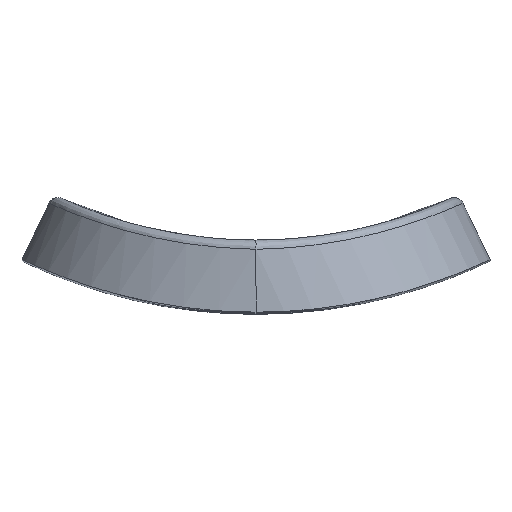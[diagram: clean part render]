
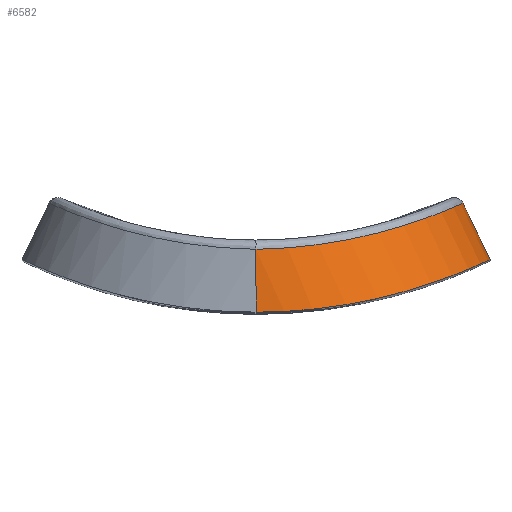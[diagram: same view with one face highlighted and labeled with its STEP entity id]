
A CAD part, top view. The second image highlights one B-rep face of the part: STEP entity #6582.
In plain terms, the highlighted cylindrical face has radius 12 mm (diameter 24 mm), a partial arc.
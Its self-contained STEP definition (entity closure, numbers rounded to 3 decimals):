
#20 = CARTESIAN_POINT ( 'NONE',  ( 12., 2.718, 20.809 ) ) ;
#246 = CARTESIAN_POINT ( 'NONE',  ( 10.556, 5.581, 21.483 ) ) ;
#287 = CARTESIAN_POINT ( 'NONE',  ( 5.814, 3.957, 29.788 ) ) ;
#312 = DIRECTION ( 'NONE',  ( 0.431, -0.902, 0. ) ) ;
#326 = CARTESIAN_POINT ( 'NONE',  ( 9.318, 5.058, 25.695 ) ) ;
#370 = CARTESIAN_POINT ( 'NONE',  ( 5.513, 3.886, 29.996 ) ) ;
#479 = DIRECTION ( 'NONE',  ( 0.902, 0.431, 0. ) ) ;
#508 = CARTESIAN_POINT ( 'NONE',  ( 0., 0., 32. ) ) ;
#546 = CARTESIAN_POINT ( 'NONE',  ( 10.619, 5.61, 20. ) ) ;
#1011 = CARTESIAN_POINT ( 'NONE',  ( 11.927, 2.683, 21.604 ) ) ;
#1051 = CARTESIAN_POINT ( 'NONE',  ( 10.495, 2.049, 26.119 ) ) ;
#1188 = CARTESIAN_POINT ( 'NONE',  ( 8.149, 4.633, 27.532 ) ) ;
#1225 = CARTESIAN_POINT ( 'NONE',  ( 10.619, 5.61, 20.747 ) ) ;
#1315 = CARTESIAN_POINT ( 'NONE',  ( 1.835, 3.313, 31.602 ) ) ;
#2009 = CARTESIAN_POINT ( 'NONE',  ( 11.712, 2.582, 22.776 ) ) ;
#2058 = CARTESIAN_POINT ( 'NONE',  ( 8.062, 1.186, 29.166 ) ) ;
#2065 = VERTEX_POINT ( 'NONE', #508 ) ;
#2103 = CARTESIAN_POINT ( 'NONE',  ( 11.622, 2.541, 23.164 ) ) ;
#2309 = CARTESIAN_POINT ( 'NONE',  ( 1.471, 3.285, 31.687 ) ) ;
#2540 = CARTESIAN_POINT ( 'NONE',  ( 0., 1.078, 32. ) ) ;
#2709 = DIRECTION ( 'NONE',  ( 0.431, -0.902, 0. ) ) ;
#2871 = EDGE_CURVE ( 'NONE', #4593, #6286, #3478, .T. ) ;
#2966 = ORIENTED_EDGE ( 'NONE', *, *, #2871, .F. ) ;
#3075 = CARTESIAN_POINT ( 'NONE',  ( 9.631, 1.717, 27.431 ) ) ;
#3199 = CARTESIAN_POINT ( 'NONE',  ( 6.678, 4.175, 29.127 ) ) ;
#3281 = CARTESIAN_POINT ( 'NONE',  ( 4.889, 3.751, 30.382 ) ) ;
#3317 = CARTESIAN_POINT ( 'NONE',  ( 2.905, 3.418, 31.302 ) ) ;
#3478 = LINE ( 'NONE', #11303, #7286 ) ;
#3669 = FACE_OUTER_BOUND ( 'NONE', #7879, .T. ) ;
#3801 = EDGE_CURVE ( 'NONE', #6286, #2065, #10936, .T. ) ;
#3852 = EDGE_CURVE ( 'NONE', #4593, #8719, #4153, .T. ) ;
#3887 = ORIENTED_EDGE ( 'NONE', *, *, #6995, .F. ) ;
#3996 = CARTESIAN_POINT ( 'NONE',  ( 7.459, 1.009, 29.658 ) ) ;
#4046 = CARTESIAN_POINT ( 'NONE',  ( 2.789, 0.137, 31.726 ) ) ;
#4153 = B_SPLINE_CURVE_WITH_KNOTS ( 'NONE', 3,
 ( #5205, #1225, #246, #8124, #11990, #11949, #6194, #7071, #326, #9021, #11113, #1188, #6148, #5255, #3199, #287, #370, #3281, #7155, #11065, #3317, #1315, #2309, #6233, #7032, #4300 ),
 .UNSPECIFIED., .F., .F.,
 ( 4, 2, 2, 2, 2, 2, 2, 2, 2, 2, 2, 2, 4 ),
 ( 0., 0.002, 0.003, 0.004, 0.007, 0.008, 0.009, 0.011, 0.012, 0.013, 0.015, 0.017, 0.018 ),
 .UNSPECIFIED. ) ;
#4300 = CARTESIAN_POINT ( 'NONE',  ( 0., 3.225, 31.919 ) ) ;
#4593 = VERTEX_POINT ( 'NONE', #546 ) ;
#4945 = CARTESIAN_POINT ( 'NONE',  ( 10.848, 2.198, 25.42 ) ) ;
#5033 = CARTESIAN_POINT ( 'NONE',  ( 0.808, 0., 32. ) ) ;
#5205 = CARTESIAN_POINT ( 'NONE',  ( 10.619, 5.61, 20. ) ) ;
#5255 = CARTESIAN_POINT ( 'NONE',  ( 7.204, 4.328, 28.635 ) ) ;
#5894 = CARTESIAN_POINT ( 'NONE',  ( 12., 2.718, 20. ) ) ;
#5972 = CARTESIAN_POINT ( 'NONE',  ( 3.953, 0.279, 31.426 ) ) ;
#6148 = CARTESIAN_POINT ( 'NONE',  ( 7.921, 4.556, 27.819 ) ) ;
#6194 = CARTESIAN_POINT ( 'NONE',  ( 9.997, 5.337, 23.996 ) ) ;
#6233 = CARTESIAN_POINT ( 'NONE',  ( 0.74, 3.243, 31.826 ) ) ;
#6286 = VERTEX_POINT ( 'NONE', #11597 ) ;
#6582 = ADVANCED_FACE ( 'NONE', ( #3669 ), #11126, .T. ) ;
#6952 = CARTESIAN_POINT ( 'NONE',  ( 0., 3.225, 31.919 ) ) ;
#6995 = EDGE_CURVE ( 'NONE', #2065, #8719, #9524, .T. ) ;
#7032 = CARTESIAN_POINT ( 'NONE',  ( 0.372, 3.23, 31.88 ) ) ;
#7071 = CARTESIAN_POINT ( 'NONE',  ( 9.624, 5.181, 25.036 ) ) ;
#7155 = CARTESIAN_POINT ( 'NONE',  ( 4.569, 3.688, 30.559 ) ) ;
#7286 = VECTOR ( 'NONE', #2709, 1000. ) ;
#7879 = EDGE_LOOP ( 'NONE', ( #2966, #11774, #3887, #8565 ) ) ;
#7883 = CARTESIAN_POINT ( 'NONE',  ( 9.861, 1.803, 27.109 ) ) ;
#7923 = CARTESIAN_POINT ( 'NONE',  ( 3.183, 0.18, 31.638 ) ) ;
#8124 = CARTESIAN_POINT ( 'NONE',  ( 10.37, 5.499, 22.569 ) ) ;
#8157 = CARTESIAN_POINT ( 'NONE',  ( -10.829, 22.679, 20. ) ) ;
#8565 = ORIENTED_EDGE ( 'NONE', *, *, #3801, .F. ) ;
#8719 = VERTEX_POINT ( 'NONE', #6952 ) ;
#8808 = CARTESIAN_POINT ( 'NONE',  ( 9.141, 1.541, 28.045 ) ) ;
#8895 = CARTESIAN_POINT ( 'NONE',  ( 4.329, 0.336, 31.302 ) ) ;
#9021 = CARTESIAN_POINT ( 'NONE',  ( 8.771, 4.852, 26.634 ) ) ;
#9524 =( BOUNDED_CURVE ( )  B_SPLINE_CURVE ( 3, ( #11251, #2540, #11293, #11376 ),
 .UNSPECIFIED., .F., .F. ) 
 B_SPLINE_CURVE_WITH_KNOTS ( ( 4, 4 ),
 ( 4.712, 4.828 ),
 .UNSPECIFIED. ) 
 CURVE ( )  GEOMETRIC_REPRESENTATION_ITEM ( )  RATIONAL_B_SPLINE_CURVE ( ( 1., 0.999, 0.999, 1. ) ) 
 REPRESENTATION_ITEM ( '' )  );
#9791 = CARTESIAN_POINT ( 'NONE',  ( 8.881, 1.453, 28.337 ) ) ;
#9908 = CARTESIAN_POINT ( 'NONE',  ( 11.278, 2.385, 24.313 ) ) ;
#10083 = CARTESIAN_POINT ( 'NONE',  ( 0., 0., 32. ) ) ;
#10810 = CARTESIAN_POINT ( 'NONE',  ( 6.134, 0.675, 30.521 ) ) ;
#10846 = CARTESIAN_POINT ( 'NONE',  ( 1.607, 0.035, 31.934 ) ) ;
#10936 = B_SPLINE_CURVE_WITH_KNOTS ( 'NONE', 3,
 ( #5894, #20, #1011, #2009, #2103, #12651, #9908, #4945, #1051, #7883, #3075, #8808, #9791, #2058, #3996, #10810, #11777, #8895, #5972, #7923, #4046, #10846, #5033, #10083 ),
 .UNSPECIFIED., .F., .F.,
 ( 4, 2, 2, 2, 2, 2, 2, 2, 2, 2, 2, 4 ),
 ( 0., 0.002, 0.004, 0.005, 0.007, 0.008, 0.01, 0.012, 0.014, 0.016, 0.017, 0.019 ),
 .UNSPECIFIED. ) ;
#11065 = CARTESIAN_POINT ( 'NONE',  ( 3.588, 3.514, 31.042 ) ) ;
#11113 = CARTESIAN_POINT ( 'NONE',  ( 8.574, 4.781, 26.939 ) ) ;
#11126 = CYLINDRICAL_SURFACE ( 'NONE', #12178, 12. ) ;
#11251 = CARTESIAN_POINT ( 'NONE',  ( 0., 0., 32. ) ) ;
#11293 = CARTESIAN_POINT ( 'NONE',  ( 0., 2.154, 31.973 ) ) ;
#11303 = CARTESIAN_POINT ( 'NONE',  ( 12., 2.718, 20. ) ) ;
#11376 = CARTESIAN_POINT ( 'NONE',  ( 0., 3.225, 31.919 ) ) ;
#11597 = CARTESIAN_POINT ( 'NONE',  ( 12., 2.718, 20. ) ) ;
#11774 = ORIENTED_EDGE ( 'NONE', *, *, #3852, .T. ) ;
#11777 = CARTESIAN_POINT ( 'NONE',  ( 5.432, 0.525, 30.877 ) ) ;
#11949 = CARTESIAN_POINT ( 'NONE',  ( 10.107, 5.384, 23.641 ) ) ;
#11990 = CARTESIAN_POINT ( 'NONE',  ( 10.293, 5.465, 22.928 ) ) ;
#12178 = AXIS2_PLACEMENT_3D ( 'NONE', #8157, #312, #479 ) ;
#12651 = CARTESIAN_POINT ( 'NONE',  ( 11.405, 2.442, 23.932 ) ) ;
